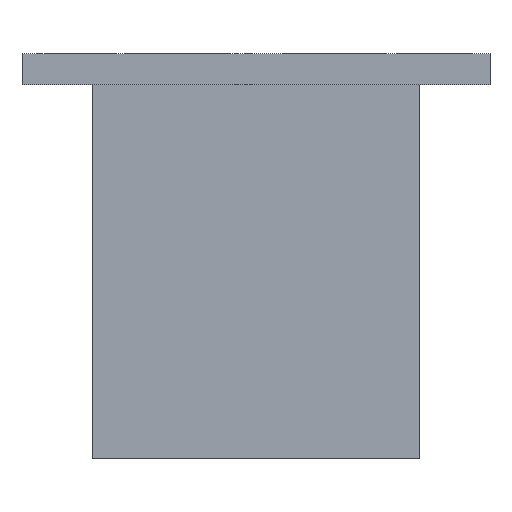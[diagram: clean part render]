
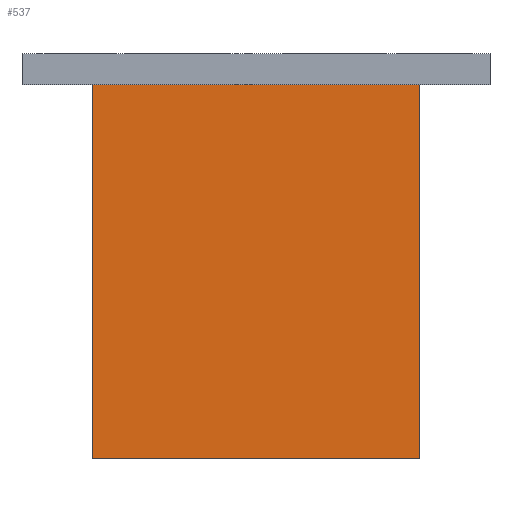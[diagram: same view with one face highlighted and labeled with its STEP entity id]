
A CAD part, left-side view. The second image highlights one B-rep face of the part: STEP entity #537.
In plain terms, the highlighted planar face has unit normal (-1, 0, 0).
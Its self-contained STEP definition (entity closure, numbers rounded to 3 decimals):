
#97 = ORIENTED_EDGE ( 'NONE', *, *, #9431, .F. ) ;
#320 = ORIENTED_EDGE ( 'NONE', *, *, #1648, .F. ) ;
#530 = EDGE_CURVE ( 'NONE', #12076, #9527, #8404, .T. ) ;
#537 = ADVANCED_FACE ( 'NONE', ( #1389 ), #10792, .F. ) ;
#1201 = DIRECTION ( 'NONE',  ( 0., 1., 0. ) ) ;
#1249 = DIRECTION ( 'NONE',  ( 0., 0., 1. ) ) ;
#1389 = FACE_OUTER_BOUND ( 'NONE', #8890, .T. ) ;
#1607 = DIRECTION ( 'NONE',  ( 0., 0., 1. ) ) ;
#1637 = VECTOR ( 'NONE', #10782, 1000. ) ;
#1648 = EDGE_CURVE ( 'NONE', #5044, #3419, #4953, .T. ) ;
#2553 = ORIENTED_EDGE ( 'NONE', *, *, #530, .T. ) ;
#2750 = CARTESIAN_POINT ( 'NONE',  ( 3.1, 20.2, 0. ) ) ;
#2970 = CARTESIAN_POINT ( 'NONE',  ( 3.1, 3.6, -19. ) ) ;
#3419 = VERTEX_POINT ( 'NONE', #2750 ) ;
#4421 = LINE ( 'NONE', #6387, #1637 ) ;
#4953 = LINE ( 'NONE', #8080, #13162 ) ;
#5044 = VERTEX_POINT ( 'NONE', #12322 ) ;
#5418 = DIRECTION ( 'NONE',  ( 1., 0., 0. ) ) ;
#6387 = CARTESIAN_POINT ( 'NONE',  ( 3.1, 3.6, -19. ) ) ;
#7366 = CARTESIAN_POINT ( 'NONE',  ( 3.1, 3.6, 0. ) ) ;
#8080 = CARTESIAN_POINT ( 'NONE',  ( 3.1, 20.2, -19. ) ) ;
#8396 = EDGE_CURVE ( 'NONE', #9527, #3419, #11182, .T. ) ;
#8404 = LINE ( 'NONE', #2970, #10067 ) ;
#8479 = DIRECTION ( 'NONE',  ( 0., 1., 0. ) ) ;
#8818 = CARTESIAN_POINT ( 'NONE',  ( 3.1, 3.6, 0. ) ) ;
#8890 = EDGE_LOOP ( 'NONE', ( #13250, #320, #97, #2553 ) ) ;
#9431 = EDGE_CURVE ( 'NONE', #12076, #5044, #4421, .T. ) ;
#9527 = VERTEX_POINT ( 'NONE', #8818 ) ;
#10067 = VECTOR ( 'NONE', #1249, 1000. ) ;
#10342 = VECTOR ( 'NONE', #8479, 1000. ) ;
#10546 = AXIS2_PLACEMENT_3D ( 'NONE', #11751, #5418, #1201 ) ;
#10782 = DIRECTION ( 'NONE',  ( 0., 1., 0. ) ) ;
#10792 = PLANE ( 'NONE',  #10546 ) ;
#10868 = CARTESIAN_POINT ( 'NONE',  ( 3.1, 3.6, -19. ) ) ;
#11182 = LINE ( 'NONE', #7366, #10342 ) ;
#11751 = CARTESIAN_POINT ( 'NONE',  ( 3.1, 3.6, -19. ) ) ;
#12076 = VERTEX_POINT ( 'NONE', #10868 ) ;
#12322 = CARTESIAN_POINT ( 'NONE',  ( 3.1, 20.2, -19. ) ) ;
#13162 = VECTOR ( 'NONE', #1607, 1000. ) ;
#13250 = ORIENTED_EDGE ( 'NONE', *, *, #8396, .T. ) ;
